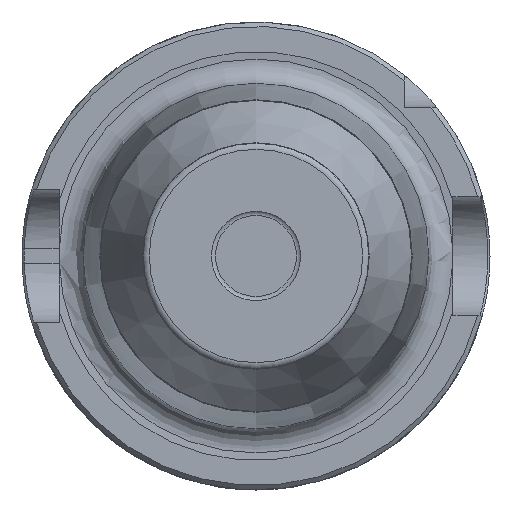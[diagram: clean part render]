
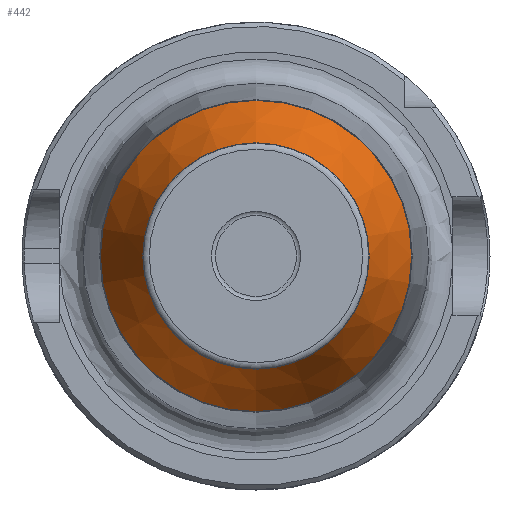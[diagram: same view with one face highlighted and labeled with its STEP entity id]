
A CAD part, left-side view. The second image highlights one B-rep face of the part: STEP entity #442.
In plain terms, the highlighted conical face has half-angle 25 degrees and reference radius 20.937 mm.
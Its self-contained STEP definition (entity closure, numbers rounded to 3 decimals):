
#90=CONICAL_SURFACE('',#1649,20.937,25.);
#442=ADVANCED_FACE('',(#519,#520),#90,.T.);
#519=FACE_BOUND('',#634,.T.);
#520=FACE_BOUND('',#635,.T.);
#634=EDGE_LOOP('',(#1045));
#635=EDGE_LOOP('',(#1046));
#1045=ORIENTED_EDGE('',*,*,#1432,.T.);
#1046=ORIENTED_EDGE('',*,*,#1431,.F.);
#1223=VERTEX_POINT('',#3118);
#1224=VERTEX_POINT('',#3121);
#1431=EDGE_CURVE('',#1223,#1223,#1499,.T.);
#1432=EDGE_CURVE('',#1224,#1224,#1500,.T.);
#1499=CIRCLE('',#1646,20.937);
#1500=CIRCLE('',#1648,15.245);
#1646=AXIS2_PLACEMENT_3D('',#3117,#1990,#1991);
#1648=AXIS2_PLACEMENT_3D('',#3120,#1994,#1995);
#1649=AXIS2_PLACEMENT_3D('',#3122,#1996,#1997);
#1990=DIRECTION('',(1.,0.,0.));
#1991=DIRECTION('',(0.,0.,1.));
#1994=DIRECTION('',(1.,0.,0.));
#1995=DIRECTION('',(0.,0.,1.));
#1996=DIRECTION('',(1.,0.,0.));
#1997=DIRECTION('',(0.,0.,-1.));
#3117=CARTESIAN_POINT('',(12.731,0.,0.));
#3118=CARTESIAN_POINT('',(12.731,0.,20.937));
#3120=CARTESIAN_POINT('',(0.526,0.,0.));
#3121=CARTESIAN_POINT('',(0.526,0.,15.245));
#3122=CARTESIAN_POINT('',(12.731,0.,0.));
